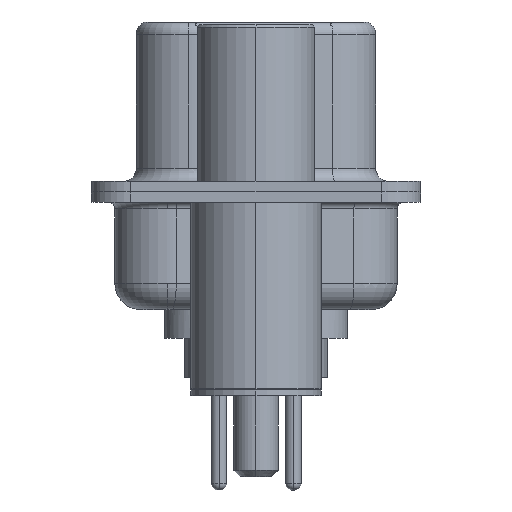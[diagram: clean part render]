
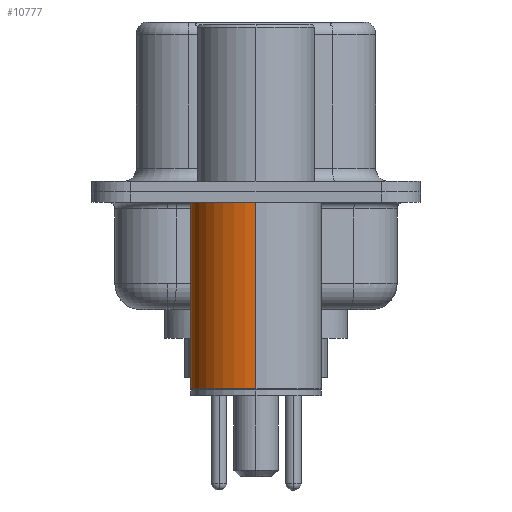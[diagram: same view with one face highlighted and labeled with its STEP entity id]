
A CAD part, left-side view. The second image highlights one B-rep face of the part: STEP entity #10777.
In plain terms, the highlighted cylindrical face has radius 2.5 mm (diameter 5 mm), a partial arc.
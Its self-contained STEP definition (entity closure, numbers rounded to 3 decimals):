
#433 = ORIENTED_EDGE ( 'NONE', *, *, #2352, .T. ) ;
#1807 = CARTESIAN_POINT ( 'NONE',  ( 0., 0., -7.525 ) ) ;
#2114 = AXIS2_PLACEMENT_3D ( 'NONE', #22365, #20326, #18427 ) ;
#2352 = EDGE_CURVE ( 'NONE', #15159, #24940, #7946, .T. ) ;
#2524 = VECTOR ( 'NONE', #18507, 1000. ) ;
#3414 = EDGE_CURVE ( 'NONE', #17573, #24940, #21745, .T. ) ;
#3922 = DIRECTION ( 'NONE',  ( 1., 0., 0. ) ) ;
#5069 = FACE_OUTER_BOUND ( 'NONE', #13172, .T. ) ;
#5138 = VECTOR ( 'NONE', #14932, 1000. ) ;
#5896 = CARTESIAN_POINT ( 'NONE',  ( 2.5, 0., -7.525 ) ) ;
#7477 = CIRCLE ( 'NONE', #17136, 2.5 ) ;
#7946 = LINE ( 'NONE', #11332, #2524 ) ;
#8944 = CARTESIAN_POINT ( 'NONE',  ( -2.5, 0., -0.4 ) ) ;
#9329 = VERTEX_POINT ( 'NONE', #5896 ) ;
#10777 = ADVANCED_FACE ( 'NONE', ( #5069 ), #25270, .T. ) ;
#11246 = DIRECTION ( 'NONE',  ( 1., 0., 0. ) ) ;
#11332 = CARTESIAN_POINT ( 'NONE',  ( -2.5, 0., 0.581 ) ) ;
#13124 = DIRECTION ( 'NONE',  ( 0., 0., 1. ) ) ;
#13172 = EDGE_LOOP ( 'NONE', ( #15611, #433, #17454, #20125 ) ) ;
#13768 = CARTESIAN_POINT ( 'NONE',  ( 2.5, 0., -0.4 ) ) ;
#14601 = EDGE_CURVE ( 'NONE', #9329, #15159, #7477, .T. ) ;
#14932 = DIRECTION ( 'NONE',  ( 0., 0., 1. ) ) ;
#15159 = VERTEX_POINT ( 'NONE', #25778 ) ;
#15246 = LINE ( 'NONE', #22978, #5138 ) ;
#15611 = ORIENTED_EDGE ( 'NONE', *, *, #14601, .T. ) ;
#15984 = DIRECTION ( 'NONE',  ( 0., 0., 1. ) ) ;
#17136 = AXIS2_PLACEMENT_3D ( 'NONE', #1807, #15984, #3922 ) ;
#17454 = ORIENTED_EDGE ( 'NONE', *, *, #3414, .F. ) ;
#17573 = VERTEX_POINT ( 'NONE', #13768 ) ;
#18427 = DIRECTION ( 'NONE',  ( 1., 0., 0. ) ) ;
#18507 = DIRECTION ( 'NONE',  ( 0., 0., 1. ) ) ;
#19725 = EDGE_CURVE ( 'NONE', #9329, #17573, #15246, .T. ) ;
#20125 = ORIENTED_EDGE ( 'NONE', *, *, #19725, .F. ) ;
#20326 = DIRECTION ( 'NONE',  ( 0., 0., 1. ) ) ;
#21418 = AXIS2_PLACEMENT_3D ( 'NONE', #26070, #13124, #11246 ) ;
#21745 = CIRCLE ( 'NONE', #21418, 2.5 ) ;
#22365 = CARTESIAN_POINT ( 'NONE',  ( 0., 0., 0.581 ) ) ;
#22978 = CARTESIAN_POINT ( 'NONE',  ( 2.5, 0., 0.581 ) ) ;
#24940 = VERTEX_POINT ( 'NONE', #8944 ) ;
#25270 = CYLINDRICAL_SURFACE ( 'NONE', #2114, 2.5 ) ;
#25778 = CARTESIAN_POINT ( 'NONE',  ( -2.5, 0., -7.525 ) ) ;
#26070 = CARTESIAN_POINT ( 'NONE',  ( 0., 0., -0.4 ) ) ;
